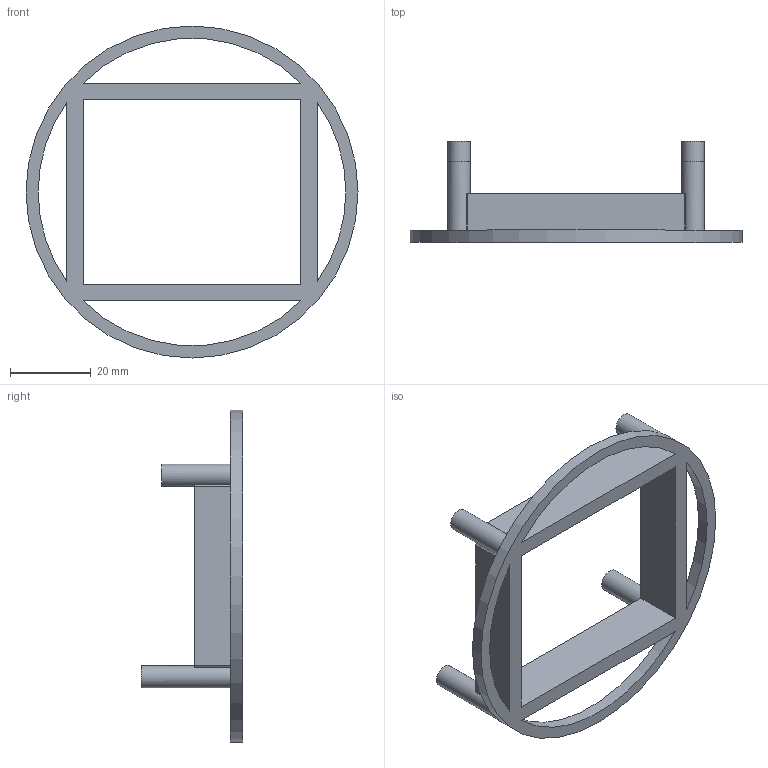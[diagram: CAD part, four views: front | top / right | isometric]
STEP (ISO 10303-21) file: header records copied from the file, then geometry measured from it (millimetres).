
FILE_DESCRIPTION(/* description */ ('','CAx-IF Rec.Pracs.---Representation and Presentation of Product Manufacturing Information (PMI)---4.0---2014-10-13'),/* implementation_level */ '2;1');
FILE_NAME(/* name */ 'Sat Stand 3.step',/* time_stamp */ '2025-01-24T12:16:13-05:00',/* author */ (''),/* organization */ (''),/* preprocessor_version */ 'ST-DEVELOPER v20',/* originating_system */ 'Autodesk Translation Framework v13.20.0.188',/* authorisation */ '');
FILE_SCHEMA (('AP242_MANAGED_MODEL_BASED_3D_ENGINEERING_MIM_LF { 1 0 10303 442 1 1 4 }'));
Length unit declared in the file: millimetre
Products named in the file (1): (Unsaved)
Bounding box: 81.99 x 25 x 81.99 mm (x, y, z)
Volume: 13399.7 mm3; surface area: 10629.4 mm2
Topology: 1 solids, 1 shells, 40 faces, 103 edges, 66 vertices
Faces by surface type: cylinder 21, plane 19
Full cylindrical faces by diameter (mm): 2.75 x4, 5.5 x4, 81.993 x1
Entity records: 1286 total; most frequent: DIRECTION 235, CARTESIAN_POINT 210, ORIENTED_EDGE 206, EDGE_CURVE 103, AXIS2_PLACEMENT_3D 91, VERTEX_POINT 66, LINE 53, VECTOR 53
